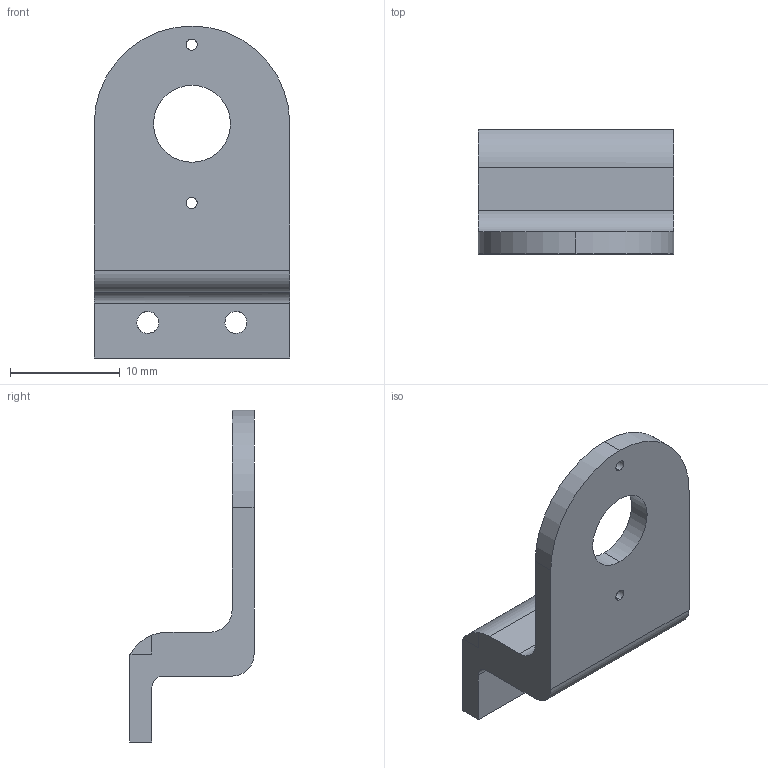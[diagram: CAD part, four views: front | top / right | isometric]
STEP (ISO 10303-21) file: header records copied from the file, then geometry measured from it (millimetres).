
FILE_DESCRIPTION (( 'STEP AP203' ), '1' );
FILE_NAME ('neck_1.sldasm-Part-1_默认_sldprt.STEP', '2018-02-02T07:12:10', ( '' ), ( '' ), 'SwSTEP 2.0', 'SolidWorks 2014', '' );
FILE_SCHEMA (( 'CONFIG_CONTROL_DESIGN' ));
Length unit declared in the file: millimetre
Products named in the file (1): neck_1.sldasm-Part-1_默认_sldprt
Bounding box: 17.8 x 11.3 x 30.21 mm (x, y, z)
Volume: 1545.2 mm3; surface area: 1514.4 mm2
Topology: 1 solids, 1 shells, 30 faces, 81 edges, 53 vertices
Faces by surface type: cylinder 16, plane 14
Entity records: 1044 total; most frequent: CARTESIAN_POINT 189, ORIENTED_EDGE 162, DIRECTION 161, EDGE_CURVE 81, AXIS2_PLACEMENT_3D 57, VERTEX_POINT 53, VECTOR 47, LINE 47
